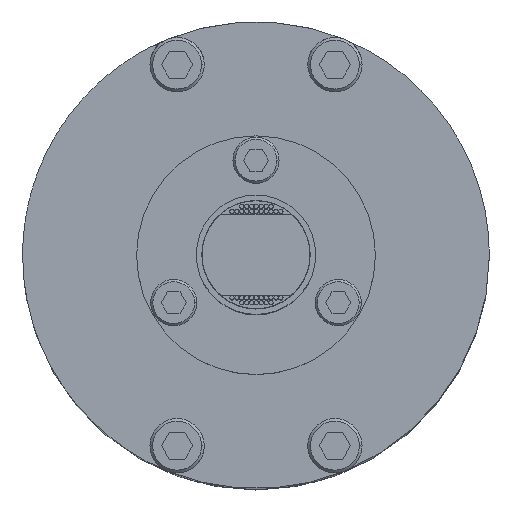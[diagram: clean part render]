
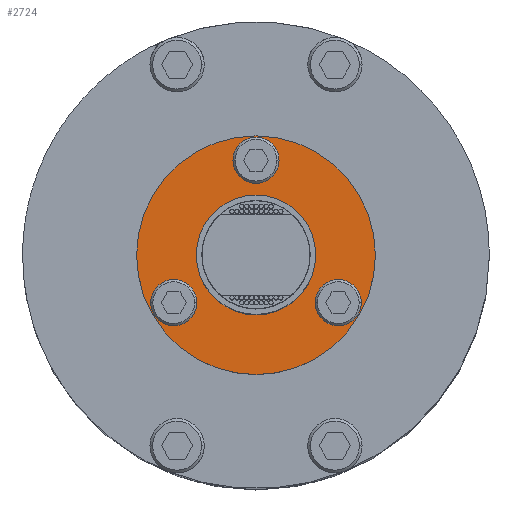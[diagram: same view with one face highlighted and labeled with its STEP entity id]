
A CAD part, top view. The second image highlights one B-rep face of the part: STEP entity #2724.
In plain terms, the highlighted planar face has unit normal (0, 0, 1).
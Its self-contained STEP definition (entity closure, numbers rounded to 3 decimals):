
#44 = AXIS2_PLACEMENT_3D ( 'NONE', #4735, #11167, #5675 ) ;
#79 = DIRECTION ( 'NONE',  ( 1., 0., 0. ) ) ;
#88 = DIRECTION ( 'NONE',  ( -0.5, 0.866, 0. ) ) ;
#177 = CARTESIAN_POINT ( 'NONE',  ( 19.405, -8.75, 149.4 ) ) ;
#201 = EDGE_LOOP ( 'NONE', ( #6214, #1619 ) ) ;
#383 = CARTESIAN_POINT ( 'NONE',  ( 0., 0., 149.4 ) ) ;
#519 = AXIS2_PLACEMENT_3D ( 'NONE', #11091, #5577, #88 ) ;
#546 = PLANE ( 'NONE',  #750 ) ;
#750 = AXIS2_PLACEMENT_3D ( 'NONE', #7869, #8843, #3322 ) ;
#846 = FACE_BOUND ( 'NONE', #6527, .T. ) ;
#856 = VERTEX_POINT ( 'NONE', #5994 ) ;
#1022 = CIRCLE ( 'NONE', #519, 4.25 ) ;
#1301 = DIRECTION ( 'NONE',  ( 1., 0., 0. ) ) ;
#1485 = ORIENTED_EDGE ( 'NONE', *, *, #11879, .F. ) ;
#1619 = ORIENTED_EDGE ( 'NONE', *, *, #2101, .T. ) ;
#1811 = EDGE_CURVE ( 'NONE', #5190, #10538, #5147, .T. ) ;
#1852 = DIRECTION ( 'NONE',  ( 0., 0., 1. ) ) ;
#1986 = CARTESIAN_POINT ( 'NONE',  ( 11., 0., 149.4 ) ) ;
#2101 = EDGE_CURVE ( 'NONE', #856, #5457, #4716, .T. ) ;
#2513 = EDGE_CURVE ( 'NONE', #4938, #5468, #7469, .T. ) ;
#2722 = AXIS2_PLACEMENT_3D ( 'NONE', #10927, #5420, #11846 ) ;
#2724 = ADVANCED_FACE ( 'NONE', ( #6309, #5742, #3281, #846, #10345 ), #546, .T. ) ;
#2991 = DIRECTION ( 'NONE',  ( 0., 0., 1. ) ) ;
#3075 = EDGE_CURVE ( 'NONE', #11386, #6804, #5006, .T. ) ;
#3281 = FACE_OUTER_BOUND ( 'NONE', #201, .T. ) ;
#3322 = DIRECTION ( 'NONE',  ( 1., 0., 0. ) ) ;
#3337 = ORIENTED_EDGE ( 'NONE', *, *, #11625, .F. ) ;
#3511 = CIRCLE ( 'NONE', #44, 22. ) ;
#3651 = VERTEX_POINT ( 'NONE', #177 ) ;
#3974 = AXIS2_PLACEMENT_3D ( 'NONE', #9990, #4470, #10905 ) ;
#4080 = CIRCLE ( 'NONE', #7651, 4.25 ) ;
#4178 = CARTESIAN_POINT ( 'NONE',  ( -22., 0., 149.4 ) ) ;
#4470 = DIRECTION ( 'NONE',  ( 0., 0., -1. ) ) ;
#4499 = EDGE_LOOP ( 'NONE', ( #10838, #7787 ) ) ;
#4664 = CIRCLE ( 'NONE', #2722, 4.25 ) ;
#4716 = CIRCLE ( 'NONE', #10543, 22. ) ;
#4735 = CARTESIAN_POINT ( 'NONE',  ( 0., 0., 149.4 ) ) ;
#4848 = DIRECTION ( 'NONE',  ( 0., 0., 1. ) ) ;
#4938 = VERTEX_POINT ( 'NONE', #11577 ) ;
#5006 = CIRCLE ( 'NONE', #9927, 4.25 ) ;
#5065 = CARTESIAN_POINT ( 'NONE',  ( 0., 0., 149.4 ) ) ;
#5147 = CIRCLE ( 'NONE', #3974, 11. ) ;
#5190 = VERTEX_POINT ( 'NONE', #1986 ) ;
#5420 = DIRECTION ( 'NONE',  ( 0., 0., 1. ) ) ;
#5457 = VERTEX_POINT ( 'NONE', #4178 ) ;
#5468 = VERTEX_POINT ( 'NONE', #8817 ) ;
#5564 = DIRECTION ( 'NONE',  ( 0., 0., 1. ) ) ;
#5577 = DIRECTION ( 'NONE',  ( 0., 0., 1. ) ) ;
#5675 = DIRECTION ( 'NONE',  ( 1., 0., 0. ) ) ;
#5742 = FACE_BOUND ( 'NONE', #4499, .T. ) ;
#5986 = DIRECTION ( 'NONE',  ( 1., 0., 0. ) ) ;
#5994 = CARTESIAN_POINT ( 'NONE',  ( 22., 0., 149.4 ) ) ;
#6214 = ORIENTED_EDGE ( 'NONE', *, *, #8726, .T. ) ;
#6309 = FACE_BOUND ( 'NONE', #7530, .T. ) ;
#6527 = EDGE_LOOP ( 'NONE', ( #9819, #3337 ) ) ;
#6801 = DIRECTION ( 'NONE',  ( 0., 0., 1. ) ) ;
#6804 = VERTEX_POINT ( 'NONE', #9730 ) ;
#7356 = CARTESIAN_POINT ( 'NONE',  ( 15.155, -8.75, 149.4 ) ) ;
#7469 = CIRCLE ( 'NONE', #11665, 4.25 ) ;
#7530 = EDGE_LOOP ( 'NONE', ( #8965, #8249 ) ) ;
#7651 = AXIS2_PLACEMENT_3D ( 'NONE', #7356, #1852, #8278 ) ;
#7787 = ORIENTED_EDGE ( 'NONE', *, *, #1811, .T. ) ;
#7869 = CARTESIAN_POINT ( 'NONE',  ( 0., 0., 149.4 ) ) ;
#8052 = AXIS2_PLACEMENT_3D ( 'NONE', #5065, #11481, #5986 ) ;
#8072 = CIRCLE ( 'NONE', #8052, 11. ) ;
#8249 = ORIENTED_EDGE ( 'NONE', *, *, #8579, .F. ) ;
#8278 = DIRECTION ( 'NONE',  ( -0.5, -0.866, 0. ) ) ;
#8419 = CARTESIAN_POINT ( 'NONE',  ( 10.905, -8.75, 149.4 ) ) ;
#8504 = CARTESIAN_POINT ( 'NONE',  ( -15.155, -8.75, 149.4 ) ) ;
#8579 = EDGE_CURVE ( 'NONE', #3651, #10554, #4664, .T. ) ;
#8635 = EDGE_CURVE ( 'NONE', #10554, #3651, #4080, .T. ) ;
#8685 = EDGE_LOOP ( 'NONE', ( #1485, #11813 ) ) ;
#8726 = EDGE_CURVE ( 'NONE', #5457, #856, #3511, .T. ) ;
#8798 = CIRCLE ( 'NONE', #11436, 4.25 ) ;
#8817 = CARTESIAN_POINT ( 'NONE',  ( 4.25, 17.5, 149.4 ) ) ;
#8843 = DIRECTION ( 'NONE',  ( 0., 0., 1. ) ) ;
#8965 = ORIENTED_EDGE ( 'NONE', *, *, #8635, .F. ) ;
#9436 = DIRECTION ( 'NONE',  ( -0.5, 0.866, 0. ) ) ;
#9730 = CARTESIAN_POINT ( 'NONE',  ( -19.405, -8.75, 149.4 ) ) ;
#9819 = ORIENTED_EDGE ( 'NONE', *, *, #2513, .F. ) ;
#9927 = AXIS2_PLACEMENT_3D ( 'NONE', #8504, #2991, #9436 ) ;
#9990 = CARTESIAN_POINT ( 'NONE',  ( 0., 0., 149.4 ) ) ;
#10278 = CARTESIAN_POINT ( 'NONE',  ( -11., 0., 149.4 ) ) ;
#10345 = FACE_BOUND ( 'NONE', #8685, .T. ) ;
#10368 = CARTESIAN_POINT ( 'NONE',  ( 0., 17.5, 149.4 ) ) ;
#10538 = VERTEX_POINT ( 'NONE', #10278 ) ;
#10543 = AXIS2_PLACEMENT_3D ( 'NONE', #383, #6801, #1301 ) ;
#10554 = VERTEX_POINT ( 'NONE', #8419 ) ;
#10639 = CARTESIAN_POINT ( 'NONE',  ( -10.905, -8.75, 149.4 ) ) ;
#10723 = EDGE_CURVE ( 'NONE', #10538, #5190, #8072, .T. ) ;
#10838 = ORIENTED_EDGE ( 'NONE', *, *, #10723, .T. ) ;
#10905 = DIRECTION ( 'NONE',  ( 1., 0., 0. ) ) ;
#10927 = CARTESIAN_POINT ( 'NONE',  ( 15.155, -8.75, 149.4 ) ) ;
#11075 = CARTESIAN_POINT ( 'NONE',  ( 0., 17.5, 149.4 ) ) ;
#11091 = CARTESIAN_POINT ( 'NONE',  ( -15.155, -8.75, 149.4 ) ) ;
#11167 = DIRECTION ( 'NONE',  ( 0., 0., 1. ) ) ;
#11288 = DIRECTION ( 'NONE',  ( 1., 0., 0. ) ) ;
#11386 = VERTEX_POINT ( 'NONE', #10639 ) ;
#11436 = AXIS2_PLACEMENT_3D ( 'NONE', #11075, #5564, #79 ) ;
#11481 = DIRECTION ( 'NONE',  ( 0., 0., -1. ) ) ;
#11577 = CARTESIAN_POINT ( 'NONE',  ( -4.25, 17.5, 149.4 ) ) ;
#11625 = EDGE_CURVE ( 'NONE', #5468, #4938, #8798, .T. ) ;
#11665 = AXIS2_PLACEMENT_3D ( 'NONE', #10368, #4848, #11288 ) ;
#11813 = ORIENTED_EDGE ( 'NONE', *, *, #3075, .F. ) ;
#11846 = DIRECTION ( 'NONE',  ( -0.5, -0.866, 0. ) ) ;
#11879 = EDGE_CURVE ( 'NONE', #6804, #11386, #1022, .T. ) ;
